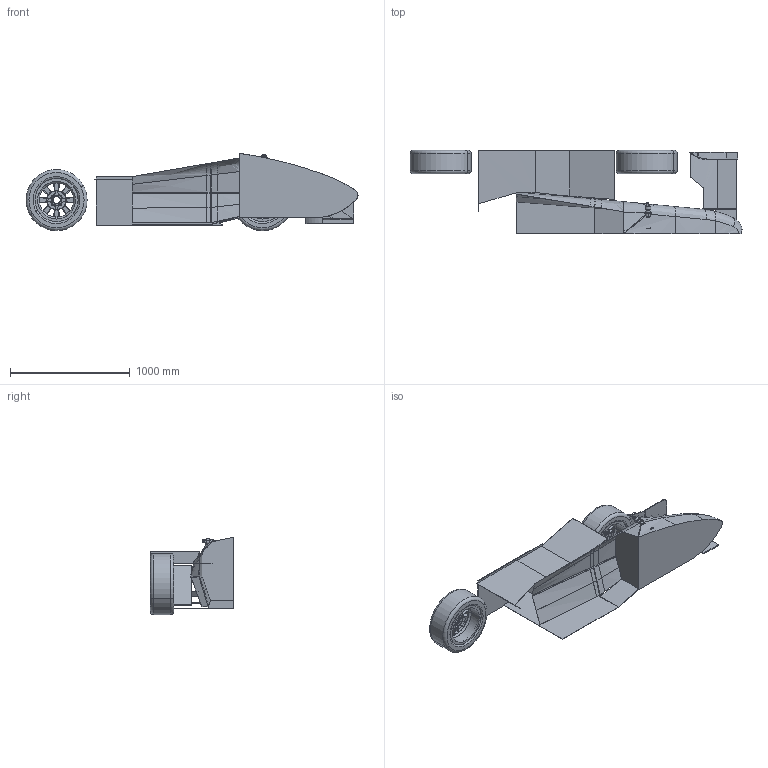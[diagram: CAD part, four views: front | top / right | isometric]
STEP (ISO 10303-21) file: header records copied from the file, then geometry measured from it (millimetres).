
FILE_DESCRIPTION(('CATIA V5 STEP Exchange'),'2;1');
FILE_NAME('2018 radiator analysis.stp','2018-02-15T02:54:50+00:00',('none'),('none'),'CATIA Version 5 Release 17 (IN-10)','CATIA V5 STEP AP203','none');
FILE_SCHEMA(('CONFIG_CONTROL_DESIGN'));
Length unit declared in the file: millimetre
Products named in the file (7): Product1; AssyTsutsui2018; Product9; Symmetry of DamperAssy 155; Symmetry of PHS 8EC.5; damperassy; F-wing
Assembly tree (22 placements, depth 5):
  Product1
    #56
    AssyTsutsui2018
      Product9
      #258  x2
      Symmetry of DamperAssy 155
        #11347
        #12537
        Symmetry of PHS 8EC.5
          #12566
          #12589
        damperassy
    #12678
    #13652
    #18243
    F-wing
      #20447
      #20820
      #21500
      #22050
    #22447
    #22470
Bounding box: 2770.02 x 700 x 644.99 mm (x, y, z)
Volume: 107598395.4 mm3; surface area: 9601799.5 mm2
Topology: 13 solids, 15 shells, 933 faces, 2350 edges, 1485 vertices
Faces by surface type: cylinder 337, plane 309, bspline 121, torus 118, cone 40, extrusion 8
Entity records: 22593 total; most frequent: CARTESIAN_POINT 9368, ORIENTED_EDGE 2954, DIRECTION 1988, EDGE_CURVE 1487, VERTEX_POINT 928, AXIS2_PLACEMENT_3D 924, EDGE_LOOP 652, VECTOR 647
